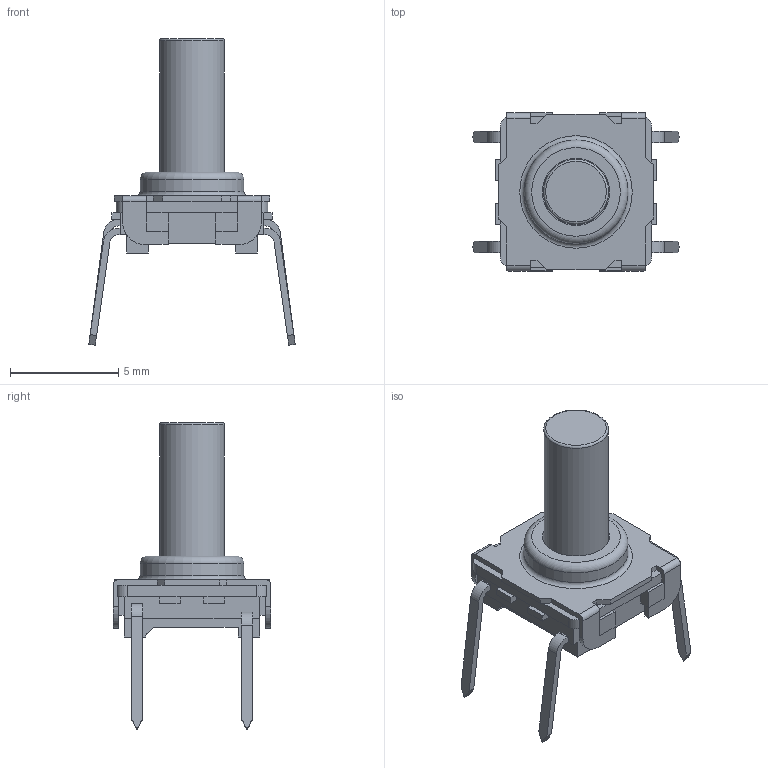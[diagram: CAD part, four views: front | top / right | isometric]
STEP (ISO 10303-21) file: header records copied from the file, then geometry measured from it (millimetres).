
FILE_DESCRIPTION(/* description */ ('model of SW_Tactile_Straight_KSL0Axx1LFTR'),/* implementation_level */ '2;1');
FILE_NAME(/* name */ 'SW_Tactile_Straight_KSL0Axx1LFTR.step',/* time_stamp */ '1970-01-01T00:00:00',/* author */ ('KiCAD','kicad'),/* organization */ ('OCCT'),/* preprocessor_version */ '',/* originating_system */ 'KiCAD',/* authorisation */ '');
FILE_SCHEMA(('AUTOMOTIVE_DESIGN { 1 0 10303 214 1 1 1 1 }'));
Length unit declared in the file: millimetre
Products named in the file (1): SW_Tactile_Straight_KSL0Axx1LFTR
Bounding box: 9.54 x 7.3 x 14.16 mm (x, y, z)
Volume: 167.1 mm3; surface area: 324.1 mm2
Topology: 1 solids, 1 shells, 197 faces, 544 edges, 354 vertices
Faces by surface type: plane 167, cylinder 27, torus 3
Full cylindrical faces by diameter (mm): 3 x1, 3.1 x1, 4.8 x1
Entity records: 4140 total; most frequent: ORIENTED_EDGE 842, EDGE_CURVE 544, CARTESIAN_POINT 540, LINE 390, VERTEX_POINT 354, AXIS2_PLACEMENT_3D 204, FACE_BOUND 202, EDGE_LOOP 202
